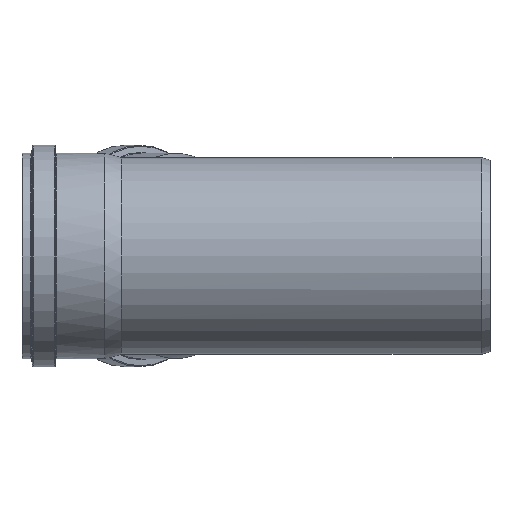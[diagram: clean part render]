
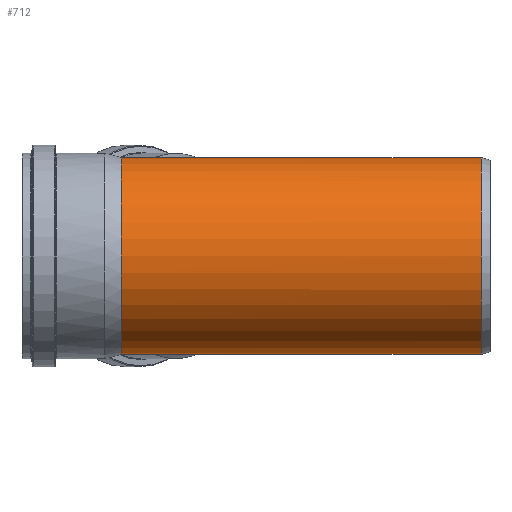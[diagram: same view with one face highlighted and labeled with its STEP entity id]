
A CAD part, left-side view. The second image highlights one B-rep face of the part: STEP entity #712.
In plain terms, the highlighted cylindrical face has radius 100.25 mm (diameter 200.5 mm), a full revolution.
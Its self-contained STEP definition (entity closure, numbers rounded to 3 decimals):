
#54=FACE_BOUND('',#262,.T.);
#109=CIRCLE('',#780,100.25);
#111=CIRCLE('',#783,100.25);
#163=CYLINDRICAL_SURFACE('',#782,100.25);
#181=ELLIPSE('',#769,108.83,100.25);
#183=ELLIPSE('',#771,266.433,100.25);
#184=ELLIPSE('',#772,266.433,100.25);
#198=FACE_OUTER_BOUND('',#261,.T.);
#261=EDGE_LOOP('',(#573));
#262=EDGE_LOOP('',(#574,#575,#576,#577,#578,#579));
#371=B_SPLINE_CURVE_WITH_KNOTS('',3,(#1209,#1210,#1211,#1212,#1213,#1214,
#1215),.UNSPECIFIED.,.F.,.F.,(4,3,4),(0.,0.02,0.032),
 .UNSPECIFIED.);
#382=B_SPLINE_CURVE_WITH_KNOTS('',3,(#1532,#1533,#1534,#1535,#1536,#1537,
#1538,#1539,#1540,#1541),.UNSPECIFIED.,.F.,.F.,(4,3,3,4),(1.506,
1.52,1.539,1.559),.UNSPECIFIED.);
#387=VERTEX_POINT('',#1179);
#388=VERTEX_POINT('',#1208);
#392=VERTEX_POINT('',#1320);
#393=VERTEX_POINT('',#1321);
#394=VERTEX_POINT('',#1416);
#401=VERTEX_POINT('',#1527);
#403=VERTEX_POINT('',#1608);
#458=EDGE_CURVE('',#388,#387,#371,.T.);
#464=EDGE_CURVE('',#393,#392,#181,.T.);
#466=EDGE_CURVE('',#392,#387,#183,.T.);
#467=EDGE_CURVE('',#394,#393,#184,.T.);
#475=EDGE_CURVE('',#394,#401,#382,.T.);
#481=EDGE_CURVE('',#401,#388,#109,.T.);
#483=EDGE_CURVE('',#403,#403,#111,.T.);
#573=ORIENTED_EDGE('',*,*,#483,.F.);
#574=ORIENTED_EDGE('',*,*,#458,.T.);
#575=ORIENTED_EDGE('',*,*,#466,.F.);
#576=ORIENTED_EDGE('',*,*,#464,.F.);
#577=ORIENTED_EDGE('',*,*,#467,.F.);
#578=ORIENTED_EDGE('',*,*,#475,.T.);
#579=ORIENTED_EDGE('',*,*,#481,.T.);
#712=ADVANCED_FACE('',(#198,#54),#163,.T.);
#769=AXIS2_PLACEMENT_3D('',#1323,#893,#894);
#771=AXIS2_PLACEMENT_3D('',#1367,#897,#898);
#772=AXIS2_PLACEMENT_3D('',#1417,#899,#900);
#780=AXIS2_PLACEMENT_3D('',#1605,#915,#916);
#782=AXIS2_PLACEMENT_3D('',#1607,#919,#920);
#783=AXIS2_PLACEMENT_3D('',#1609,#921,#922);
#893=DIRECTION('center_axis',(0.389,0.921,0.));
#894=DIRECTION('ref_axis',(0.921,-0.389,0.));
#897=DIRECTION('center_axis',(0.927,-0.376,0.));
#898=DIRECTION('ref_axis',(0.376,0.927,0.));
#899=DIRECTION('center_axis',(0.927,-0.376,0.));
#900=DIRECTION('ref_axis',(0.376,0.927,0.));
#915=DIRECTION('center_axis',(0.,-1.,0.));
#916=DIRECTION('ref_axis',(1.,0.,0.));
#919=DIRECTION('center_axis',(0.,-1.,0.));
#920=DIRECTION('ref_axis',(1.,0.,0.));
#921=DIRECTION('center_axis',(0.,-1.,0.));
#922=DIRECTION('ref_axis',(1.,0.,0.));
#1179=CARTESIAN_POINT('',(93.398,-0.096,-36.427));
#1208=CARTESIAN_POINT('',(93.288,0.,-36.706));
#1209=CARTESIAN_POINT('Ctrl Pts',(93.288,0.,
-36.706));
#1210=CARTESIAN_POINT('Ctrl Pts',(93.313,0.,
-36.643));
#1211=CARTESIAN_POINT('Ctrl Pts',(93.338,-0.012,
-36.581));
#1212=CARTESIAN_POINT('Ctrl Pts',(93.361,-0.038,
-36.523));
#1213=CARTESIAN_POINT('Ctrl Pts',(93.374,-0.053,-36.488));
#1214=CARTESIAN_POINT('Ctrl Pts',(93.387,-0.073,-36.457));
#1215=CARTESIAN_POINT('Ctrl Pts',(93.398,-0.096,
-36.428));
#1320=CARTESIAN_POINT('',(0.,-230.076,-100.25));
#1321=CARTESIAN_POINT('',(0.,-230.076,100.25));
#1323=CARTESIAN_POINT('Origin',(0.,-230.076,0.));
#1367=CARTESIAN_POINT('Origin',(0.,-230.076,0.));
#1416=CARTESIAN_POINT('',(93.398,-0.096,36.427));
#1417=CARTESIAN_POINT('Origin',(0.,-230.076,0.));
#1527=CARTESIAN_POINT('',(93.288,0.,36.706));
#1532=CARTESIAN_POINT('Ctrl Pts',(93.398,-0.096,
36.428));
#1533=CARTESIAN_POINT('Ctrl Pts',(93.39,-0.079,
36.449));
#1534=CARTESIAN_POINT('Ctrl Pts',(93.381,-0.064,
36.472));
#1535=CARTESIAN_POINT('Ctrl Pts',(93.371,-0.051,
36.496));
#1536=CARTESIAN_POINT('Ctrl Pts',(93.359,-0.034,36.528));
#1537=CARTESIAN_POINT('Ctrl Pts',(93.346,-0.021,
36.561));
#1538=CARTESIAN_POINT('Ctrl Pts',(93.332,-0.013,
36.596));
#1539=CARTESIAN_POINT('Ctrl Pts',(93.318,-0.004,
36.632));
#1540=CARTESIAN_POINT('Ctrl Pts',(93.303,0.,
36.669));
#1541=CARTESIAN_POINT('Ctrl Pts',(93.288,0.,
36.706));
#1605=CARTESIAN_POINT('Origin',(0.,0.,
0.));
#1607=CARTESIAN_POINT('Origin',(0.,-183.457,
0.));
#1608=CARTESIAN_POINT('',(100.25,-366.914,0.));
#1609=CARTESIAN_POINT('Origin',(0.,-366.914,
0.));
